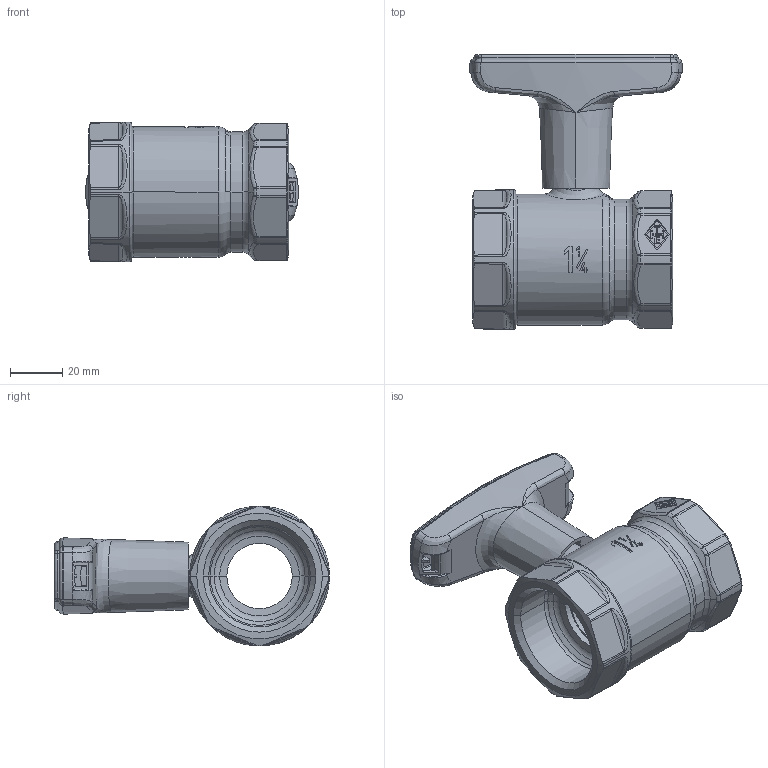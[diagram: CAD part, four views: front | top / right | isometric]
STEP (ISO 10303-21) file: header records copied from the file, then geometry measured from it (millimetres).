
FILE_DESCRIPTION((''),'2;1');
FILE_NAME('0645-05-000_SW0001','2014-05-27T',('marann'),(''),'PRO/ENGINEER BY PARAMETRIC TECHNOLOGY CORPORATION, 2011490','PRO/ENGINEER BY PARAMETRIC TECHNOLOGY CORPORATION, 2011490','');
FILE_SCHEMA(('CONFIG_CONTROL_DESIGN'));
Length unit declared in the file: millimetre
Products named in the file (1): 0645-05-000_SW0001
Bounding box: 81.3 x 105.06 x 53.43 mm (x, y, z)
Volume: 95411.7 mm3; surface area: 56928.9 mm2
Topology: 2 solids, 3 shells, 1803 faces, 4822 edges, 3094 vertices
Faces by surface type: plane 1145, cylinder 294, bspline 154, torus 84, cone 74, sphere 42, extrusion 10
Entity records: 64995 total; most frequent: CARTESIAN_POINT 21007, ORIENTED_EDGE 9644, DIRECTION 8454, EDGE_CURVE 4822, VECTOR 3226, LINE 3216, VERTEX_POINT 3094, AXIS2_PLACEMENT_3D 2614
